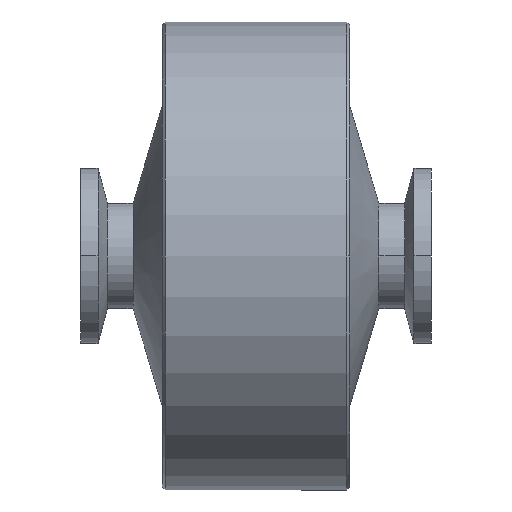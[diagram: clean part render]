
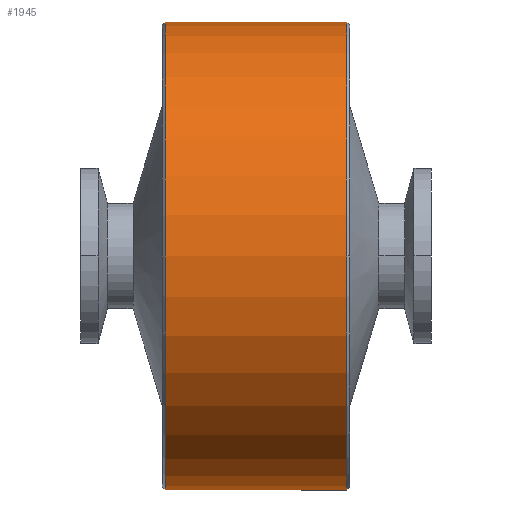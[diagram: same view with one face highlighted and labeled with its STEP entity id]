
A CAD part, left-side view. The second image highlights one B-rep face of the part: STEP entity #1945.
In plain terms, the highlighted cylindrical face has radius 40 mm (diameter 80 mm), a partial arc.
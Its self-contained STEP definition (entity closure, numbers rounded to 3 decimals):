
#377 = CARTESIAN_POINT ( 'NONE',  ( 0., 26.5, 40. ) ) ;
#499 = DIRECTION ( 'NONE',  ( 0., 1., 0. ) ) ;
#531 = VERTEX_POINT ( 'NONE', #3045 ) ;
#1043 = DIRECTION ( 'NONE',  ( 0., 1., 0. ) ) ;
#1562 = EDGE_CURVE ( 'NONE', #13880, #531, #10798, .T. ) ;
#1583 = CARTESIAN_POINT ( 'NONE',  ( 0., -4.5, 40. ) ) ;
#1819 = DIRECTION ( 'NONE',  ( 0., 1., 0. ) ) ;
#1945 = ADVANCED_FACE ( 'NONE', ( #11104 ), #10612, .T. ) ;
#2092 = VERTEX_POINT ( 'NONE', #2663 ) ;
#2561 = DIRECTION ( 'NONE',  ( 0., 0., 1. ) ) ;
#2574 = CARTESIAN_POINT ( 'NONE',  ( 0., 0., 0. ) ) ;
#2663 = CARTESIAN_POINT ( 'NONE',  ( 0., 26.5, -40. ) ) ;
#2890 = VERTEX_POINT ( 'NONE', #377 ) ;
#3045 = CARTESIAN_POINT ( 'NONE',  ( -40., -4.5, 0. ) ) ;
#4666 = LINE ( 'NONE', #11716, #5157 ) ;
#5157 = VECTOR ( 'NONE', #499, 1000. ) ;
#5537 = DIRECTION ( 'NONE',  ( 0., 1., 0. ) ) ;
#5832 = CARTESIAN_POINT ( 'NONE',  ( 0., 26.5, 0. ) ) ;
#6986 = DIRECTION ( 'NONE',  ( 1., 0., 0. ) ) ;
#8253 = CARTESIAN_POINT ( 'NONE',  ( 0., -4.5, -40. ) ) ;
#8559 = EDGE_LOOP ( 'NONE', ( #9666, #10835, #13001, #13523, #13646 ) ) ;
#8573 = AXIS2_PLACEMENT_3D ( 'NONE', #2574, #1043, #2561 ) ;
#8648 = CARTESIAN_POINT ( 'NONE',  ( 0., -4.5, 0. ) ) ;
#8804 = EDGE_CURVE ( 'NONE', #9185, #2890, #13624, .T. ) ;
#9185 = VERTEX_POINT ( 'NONE', #1583 ) ;
#9202 = EDGE_CURVE ( 'NONE', #13880, #2092, #4666, .T. ) ;
#9666 = ORIENTED_EDGE ( 'NONE', *, *, #9202, .F. ) ;
#9737 = AXIS2_PLACEMENT_3D ( 'NONE', #8648, #1819, #9778 ) ;
#9778 = DIRECTION ( 'NONE',  ( 0., 0., 1. ) ) ;
#10288 = VECTOR ( 'NONE', #5537, 1000. ) ;
#10338 = DIRECTION ( 'NONE',  ( 0., 1., 0. ) ) ;
#10612 = CYLINDRICAL_SURFACE ( 'NONE', #8573, 40. ) ;
#10616 = AXIS2_PLACEMENT_3D ( 'NONE', #11795, #10338, #11531 ) ;
#10798 = CIRCLE ( 'NONE', #10616, 40. ) ;
#10835 = ORIENTED_EDGE ( 'NONE', *, *, #1562, .T. ) ;
#10932 = AXIS2_PLACEMENT_3D ( 'NONE', #5832, #13522, #6986 ) ;
#11104 = FACE_OUTER_BOUND ( 'NONE', #8559, .T. ) ;
#11531 = DIRECTION ( 'NONE',  ( 0., 0., 1. ) ) ;
#11716 = CARTESIAN_POINT ( 'NONE',  ( 0., 0., -40. ) ) ;
#11790 = CIRCLE ( 'NONE', #9737, 40. ) ;
#11795 = CARTESIAN_POINT ( 'NONE',  ( 0., -4.5, 0. ) ) ;
#13001 = ORIENTED_EDGE ( 'NONE', *, *, #13356, .T. ) ;
#13356 = EDGE_CURVE ( 'NONE', #531, #9185, #11790, .T. ) ;
#13522 = DIRECTION ( 'NONE',  ( 0., -1., 0. ) ) ;
#13523 = ORIENTED_EDGE ( 'NONE', *, *, #8804, .T. ) ;
#13624 = LINE ( 'NONE', #14290, #10288 ) ;
#13646 = ORIENTED_EDGE ( 'NONE', *, *, #13754, .T. ) ;
#13754 = EDGE_CURVE ( 'NONE', #2890, #2092, #14009, .T. ) ;
#13880 = VERTEX_POINT ( 'NONE', #8253 ) ;
#14009 = CIRCLE ( 'NONE', #10932, 40. ) ;
#14290 = CARTESIAN_POINT ( 'NONE',  ( 0., 0., 40. ) ) ;
